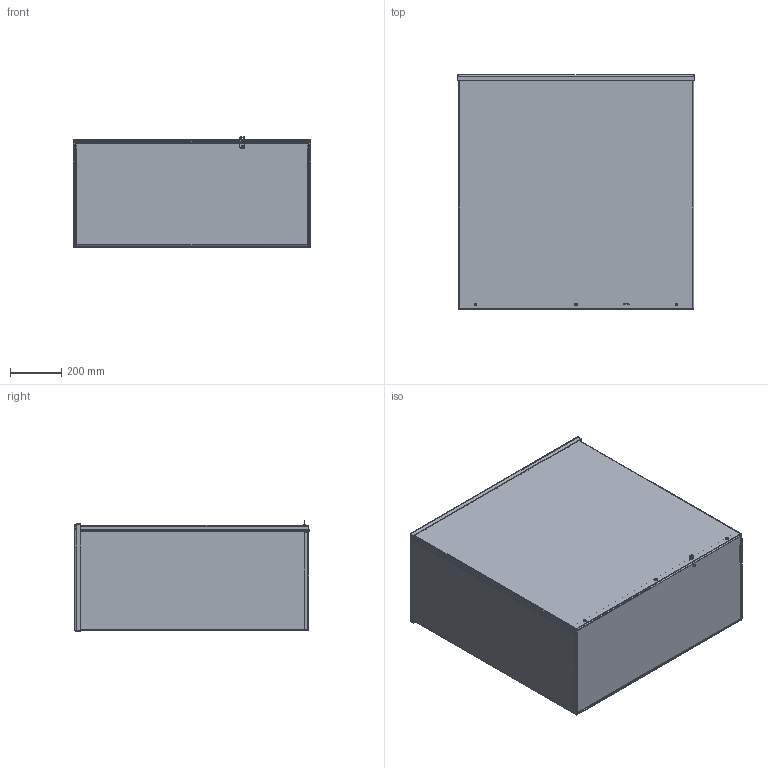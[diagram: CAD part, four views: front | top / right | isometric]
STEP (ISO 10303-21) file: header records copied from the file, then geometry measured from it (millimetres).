
FILE_DESCRIPTION (( 'STEP AP214' ), '1' );
FILE_NAME ('RSC363616NKSS.STEP', '2018-05-08T16:25:41', ( '' ), ( '' ), 'SwSTEP 2.0', 'SolidWorks 2017', '' );
FILE_SCHEMA (( 'AUTOMOTIVE_DESIGN' ));
Length unit declared in the file: inch
Products named in the file (1): RSC363616NKSS
Bounding box: 928.94 x 919.28 x 434.18 mm (x, y, z)
Volume: 8703256.1 mm3; surface area: 6633123.1 mm2
Topology: 17 solids, 17 shells, 440 faces, 1110 edges, 712 vertices
Faces by surface type: plane 241, cylinder 117, cone 39, torus 20, bspline 16, sphere 7
Full cylindrical faces by diameter (mm): 3.175 x1, 3.962 x3, 4.255 x3, 4.763 x1, 4.978 x3, 5.029 x1, 5.105 x1, 6.299 x3, 6.35 x6, 6.528 x3, 7.061 x3, 7.144 x4, 10.312 x3, 11.113 x1, 11.506 x3
Entity records: 19596 total; most frequent: CARTESIAN_POINT 3291, DIRECTION 2154, ORIENTED_EDGE 2076, EDGE_CURVE 1038, AXIS2_PLACEMENT_3D 783, VERTEX_POINT 696, LINE 588, VECTOR 588
